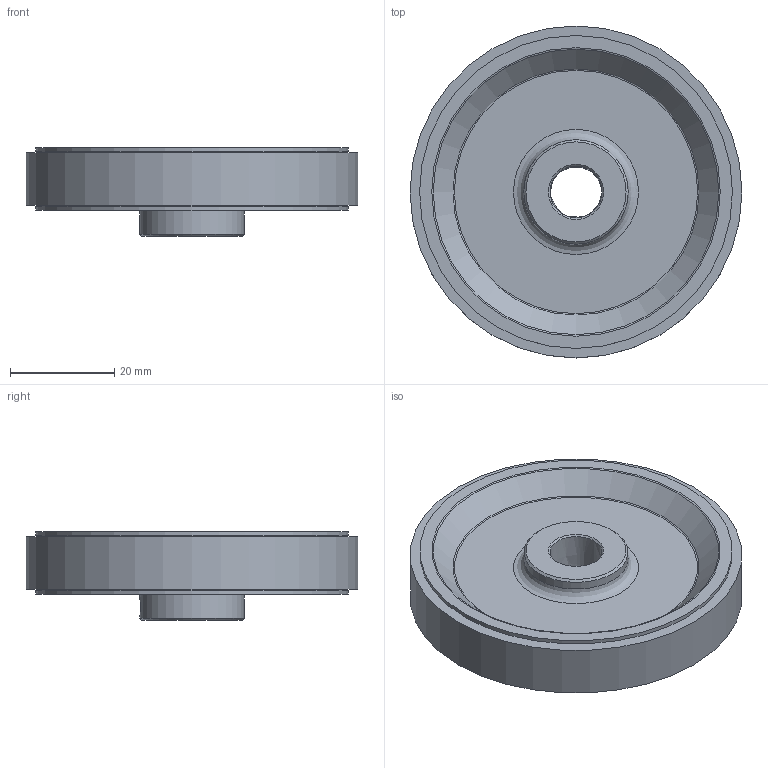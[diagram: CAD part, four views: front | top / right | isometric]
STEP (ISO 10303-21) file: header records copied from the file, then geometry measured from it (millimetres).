
FILE_DESCRIPTION((''),'2;1');
FILE_NAME('MRAP 200 10.stp','2012-01-25T09:51:59',('t006'),(''),'Autodesk Inventor 10','Autodesk Inventor 10','');
FILE_SCHEMA(('AUTOMOTIVE_DESIGN { 1 0 10303 214 1 1 1 1 }'));
Length unit declared in the file: millimetre
Products named in the file (1): MRAP 200 10
Bounding box: 63.66 x 63.66 x 17 mm (x, y, z)
Volume: 23894.9 mm3; surface area: 10752.6 mm2
Topology: 1 solids, 1 shells, 49 faces, 95 edges, 57 vertices
Faces by surface type: plane 23, cone 10, bspline 7, cylinder 7, torus 2
Full cylindrical faces by diameter (mm): 20 x2, 58.9 x2, 60 x2, 63.66 x1
Entity records: 1324 total; most frequent: CARTESIAN_POINT 456, DIRECTION 184, ORIENTED_EDGE 122, EDGE_LOOP 86, AXIS2_PLACEMENT_3D 83, EDGE_CURVE 61, VERTEX_POINT 49, FACE_OUTER_BOUND 49
